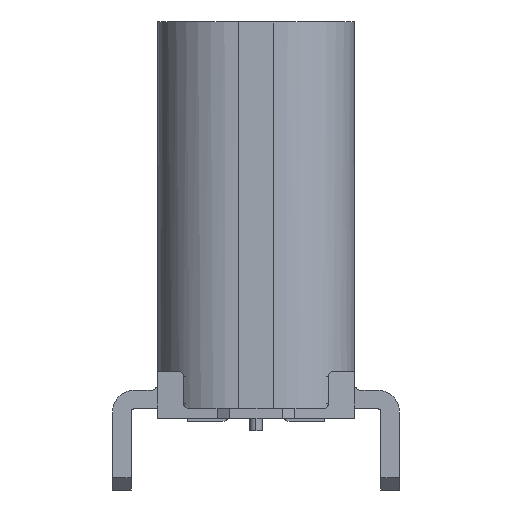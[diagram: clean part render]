
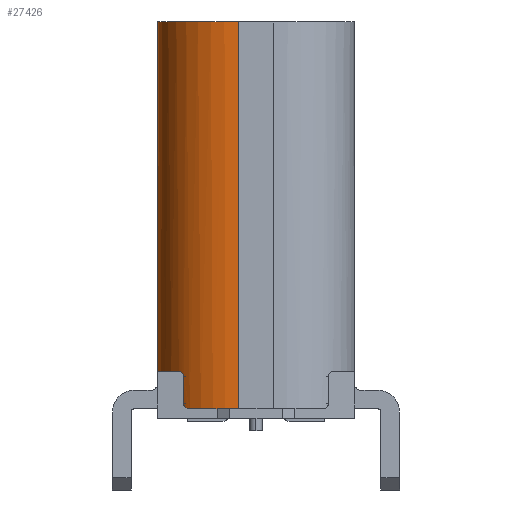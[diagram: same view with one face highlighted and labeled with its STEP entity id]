
A CAD part, left-side view. The second image highlights one B-rep face of the part: STEP entity #27426.
In plain terms, the highlighted cylindrical face has radius 1.3 mm (diameter 2.6 mm), a partial arc.
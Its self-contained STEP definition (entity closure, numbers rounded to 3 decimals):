
#686 = VECTOR ( 'NONE', #20395, 1000. ) ;
#1191 = CARTESIAN_POINT ( 'NONE',  ( -4.175, 1.105, 0.205 ) ) ;
#1518 = CARTESIAN_POINT ( 'NONE',  ( -4.128, 1.159, 0.28 ) ) ;
#2632 = EDGE_CURVE ( 'NONE', #15876, #25246, #31975, .T. ) ;
#3336 = AXIS2_PLACEMENT_3D ( 'NONE', #22164, #34130, #28315 ) ;
#3462 = CARTESIAN_POINT ( 'NONE',  ( -4.208, 1.062, 0.2 ) ) ;
#3881 = ORIENTED_EDGE ( 'NONE', *, *, #18880, .F. ) ;
#4877 = CARTESIAN_POINT ( 'NONE',  ( -4.085, 1.204, 0.792 ) ) ;
#5163 = B_SPLINE_CURVE_WITH_KNOTS ( 'NONE', 3,
 ( #33331, #20810, #28695, #26247, #31581, #18072, #5237, #23350, #28522, #23683, #15701, #4877, #29036, #15514, #23508, #31236 ),
 .UNSPECIFIED., .F., .F.,
 ( 4, 3, 3, 3, 3, 4 ),
 ( 0., 0., 0., 0., 0., 0. ),
 .UNSPECIFIED. ) ;
#5237 = CARTESIAN_POINT ( 'NONE',  ( -4.118, 1.169, 0.758 ) ) ;
#7371 = CIRCLE ( 'NONE', #20583, 1.3 ) ;
#7541 = CARTESIAN_POINT ( 'NONE',  ( -3.17, 0.28, -0.001 ) ) ;
#8749 = CARTESIAN_POINT ( 'NONE',  ( -4.47, 0.28, 0.2 ) ) ;
#9086 = VERTEX_POINT ( 'NONE', #17239 ) ;
#9178 = EDGE_CURVE ( 'NONE', #33766, #33057, #5163, .T. ) ;
#9216 = EDGE_CURVE ( 'NONE', #9086, #33766, #26082, .T. ) ;
#9341 = VECTOR ( 'NONE', #33674, 1000. ) ;
#9421 = DIRECTION ( 'NONE',  ( 1., 0., 0. ) ) ;
#9900 = CARTESIAN_POINT ( 'NONE',  ( -4.47, 0.28, -0.001 ) ) ;
#10480 = EDGE_CURVE ( 'NONE', #22780, #10809, #18828, .T. ) ;
#10630 = B_SPLINE_CURVE_WITH_KNOTS ( 'NONE', 3,
 ( #3462, #32770, #1191, #14092, #11647, #1518 ),
 .UNSPECIFIED., .F., .F.,
 ( 4, 2, 4 ),
 ( 0., 0., 0. ),
 .UNSPECIFIED. ) ;
#10809 = VERTEX_POINT ( 'NONE', #23493 ) ;
#11114 = AXIS2_PLACEMENT_3D ( 'NONE', #20002, #12432, #33019 ) ;
#11647 = CARTESIAN_POINT ( 'NONE',  ( -4.128, 1.159, 0.252 ) ) ;
#12418 = DIRECTION ( 'NONE',  ( 0., 0., 1. ) ) ;
#12432 = DIRECTION ( 'NONE',  ( 0., 0., -1. ) ) ;
#12572 = FACE_OUTER_BOUND ( 'NONE', #32205, .T. ) ;
#14092 = CARTESIAN_POINT ( 'NONE',  ( -4.143, 1.142, 0.229 ) ) ;
#14708 = ORIENTED_EDGE ( 'NONE', *, *, #9178, .F. ) ;
#15403 = DIRECTION ( 'NONE',  ( 0., 0., 1. ) ) ;
#15514 = CARTESIAN_POINT ( 'NONE',  ( -4.066, 1.222, 0.798 ) ) ;
#15701 = CARTESIAN_POINT ( 'NONE',  ( -4.094, 1.194, 0.787 ) ) ;
#15876 = VERTEX_POINT ( 'NONE', #22461 ) ;
#16414 = CARTESIAN_POINT ( 'NONE',  ( -3.17, 1.58, 0.8 ) ) ;
#16635 = ORIENTED_EDGE ( 'NONE', *, *, #2632, .F. ) ;
#17239 = CARTESIAN_POINT ( 'NONE',  ( -4.128, 1.159, 0.28 ) ) ;
#18072 = CARTESIAN_POINT ( 'NONE',  ( -4.121, 1.166, 0.753 ) ) ;
#18828 = CIRCLE ( 'NONE', #11114, 1.3 ) ;
#18880 = EDGE_CURVE ( 'NONE', #10809, #9086, #10630, .T. ) ;
#19225 = VECTOR ( 'NONE', #15403, 1000. ) ;
#19428 = DIRECTION ( 'NONE',  ( 0., 0., -1. ) ) ;
#20002 = CARTESIAN_POINT ( 'NONE',  ( -3.17, 0.28, 0.2 ) ) ;
#20395 = DIRECTION ( 'NONE',  ( 0., 0., 1. ) ) ;
#20583 = AXIS2_PLACEMENT_3D ( 'NONE', #32957, #19428, #9421 ) ;
#20810 = CARTESIAN_POINT ( 'NONE',  ( -4.128, 1.159, 0.727 ) ) ;
#22164 = CARTESIAN_POINT ( 'NONE',  ( -3.17, 0.28, 6.4 ) ) ;
#22461 = CARTESIAN_POINT ( 'NONE',  ( -3.17, 1.58, 6.4 ) ) ;
#22780 = VERTEX_POINT ( 'NONE', #8749 ) ;
#22941 = ORIENTED_EDGE ( 'NONE', *, *, #10480, .F. ) ;
#23318 = VERTEX_POINT ( 'NONE', #16414 ) ;
#23350 = CARTESIAN_POINT ( 'NONE',  ( -4.114, 1.174, 0.766 ) ) ;
#23404 = LINE ( 'NONE', #28418, #19225 ) ;
#23493 = CARTESIAN_POINT ( 'NONE',  ( -4.208, 1.062, 0.2 ) ) ;
#23508 = CARTESIAN_POINT ( 'NONE',  ( -4.057, 1.23, 0.8 ) ) ;
#23683 = CARTESIAN_POINT ( 'NONE',  ( -4.103, 1.186, 0.779 ) ) ;
#25147 = ORIENTED_EDGE ( 'NONE', *, *, #27941, .F. ) ;
#25246 = VERTEX_POINT ( 'NONE', #33243 ) ;
#26082 = LINE ( 'NONE', #33487, #9341 ) ;
#26247 = CARTESIAN_POINT ( 'NONE',  ( -4.126, 1.161, 0.741 ) ) ;
#27426 = ADVANCED_FACE ( 'NONE', ( #12572 ), #28529, .T. ) ;
#27941 = EDGE_CURVE ( 'NONE', #33057, #23318, #7371, .T. ) ;
#28200 = DIRECTION ( 'NONE',  ( 1., 0., 0. ) ) ;
#28315 = DIRECTION ( 'NONE',  ( 1., 0., 0. ) ) ;
#28394 = ORIENTED_EDGE ( 'NONE', *, *, #33514, .F. ) ;
#28418 = CARTESIAN_POINT ( 'NONE',  ( -3.17, 1.58, -0.001 ) ) ;
#28470 = ORIENTED_EDGE ( 'NONE', *, *, #29110, .T. ) ;
#28522 = CARTESIAN_POINT ( 'NONE',  ( -4.108, 1.18, 0.773 ) ) ;
#28529 = CYLINDRICAL_SURFACE ( 'NONE', #29828, 1.3 ) ;
#28695 = CARTESIAN_POINT ( 'NONE',  ( -4.127, 1.16, 0.734 ) ) ;
#29036 = CARTESIAN_POINT ( 'NONE',  ( -4.075, 1.214, 0.796 ) ) ;
#29110 = EDGE_CURVE ( 'NONE', #22780, #25246, #33404, .T. ) ;
#29828 = AXIS2_PLACEMENT_3D ( 'NONE', #7541, #12418, #28200 ) ;
#30441 = ORIENTED_EDGE ( 'NONE', *, *, #9216, .F. ) ;
#31088 = CARTESIAN_POINT ( 'NONE',  ( -4.128, 1.159, 0.72 ) ) ;
#31236 = CARTESIAN_POINT ( 'NONE',  ( -4.048, 1.238, 0.8 ) ) ;
#31408 = CARTESIAN_POINT ( 'NONE',  ( -4.048, 1.238, 0.8 ) ) ;
#31581 = CARTESIAN_POINT ( 'NONE',  ( -4.124, 1.163, 0.747 ) ) ;
#31975 = CIRCLE ( 'NONE', #3336, 1.3 ) ;
#32205 = EDGE_LOOP ( 'NONE', ( #25147, #14708, #30441, #3881, #22941, #28470, #16635, #28394 ) ) ;
#32770 = CARTESIAN_POINT ( 'NONE',  ( -4.192, 1.084, 0.2 ) ) ;
#32957 = CARTESIAN_POINT ( 'NONE',  ( -3.17, 0.28, 0.8 ) ) ;
#33019 = DIRECTION ( 'NONE',  ( 1., 0., 0. ) ) ;
#33057 = VERTEX_POINT ( 'NONE', #31408 ) ;
#33243 = CARTESIAN_POINT ( 'NONE',  ( -4.47, 0.28, 6.4 ) ) ;
#33331 = CARTESIAN_POINT ( 'NONE',  ( -4.128, 1.159, 0.72 ) ) ;
#33404 = LINE ( 'NONE', #9900, #686 ) ;
#33487 = CARTESIAN_POINT ( 'NONE',  ( -4.128, 1.159, -0.001 ) ) ;
#33514 = EDGE_CURVE ( 'NONE', #23318, #15876, #23404, .T. ) ;
#33674 = DIRECTION ( 'NONE',  ( 0., 0., 1. ) ) ;
#33766 = VERTEX_POINT ( 'NONE', #31088 ) ;
#34130 = DIRECTION ( 'NONE',  ( 0., 0., 1. ) ) ;
